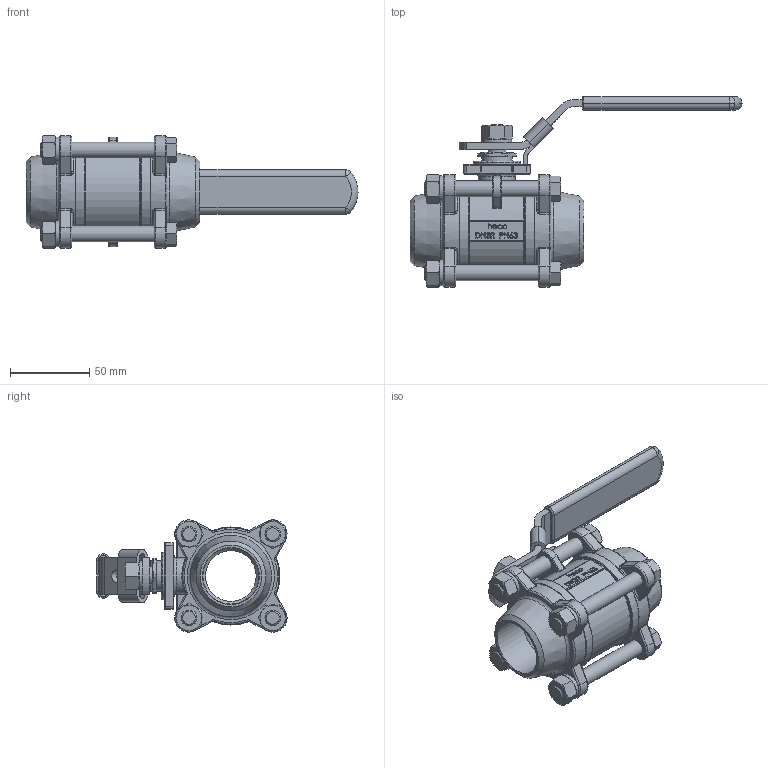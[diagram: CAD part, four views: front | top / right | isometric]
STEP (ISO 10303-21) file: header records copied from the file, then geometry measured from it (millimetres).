
FILE_DESCRIPTION (( 'STEP AP214' ), '1' );
FILE_NAME ('K3-114-000-4 Kugelhahn heco step214.STEP', '2012-11-26T09:26:07', ( 'test' ), ( '' ), 'SwSTEP 2.0', 'SolidWorks 2011', '' );
FILE_SCHEMA (( 'AUTOMOTIVE_DESIGN' ));
Length unit declared in the file: millimetre
Products named in the file (1): K3-114-000-4 Kugelhahn heco step214
Bounding box: 210 x 120.7 x 71.51 mm (x, y, z)
Volume: 274666.8 mm3; surface area: 74041.9 mm2
Topology: 1 solids, 1 shells, 1036 faces, 2538 edges, 1554 vertices
Faces by surface type: plane 392, bspline 226, cylinder 198, cone 102, torus 98, sphere 20
Full cylindrical faces by diameter (mm): 4.2 x4, 8 x1, 10 x8, 10.3 x10, 11 x1, 16.5 x4, 19 x1, 19.05 x1, 30 x1, 32 x1, 35.5 x2, 61 x2, 62 x2
Entity records: 54201 total; most frequent: CARTESIAN_POINT 20405, ORIENTED_EDGE 4858, DIRECTION 4081, EDGE_CURVE 2429, VERTEX_POINT 1527, AXIS2_PLACEMENT_3D 1477, EDGE_LOOP 1196, VECTOR 1127
